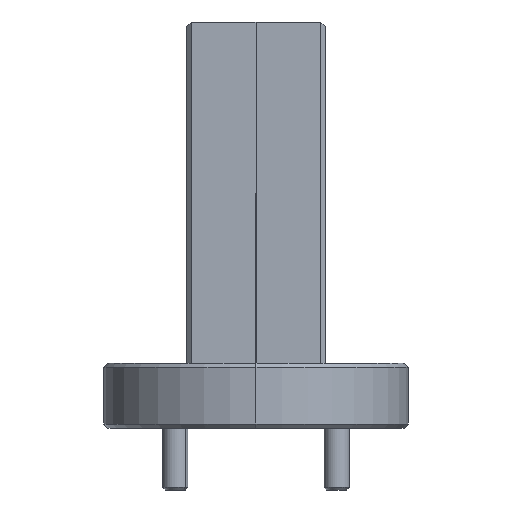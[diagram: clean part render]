
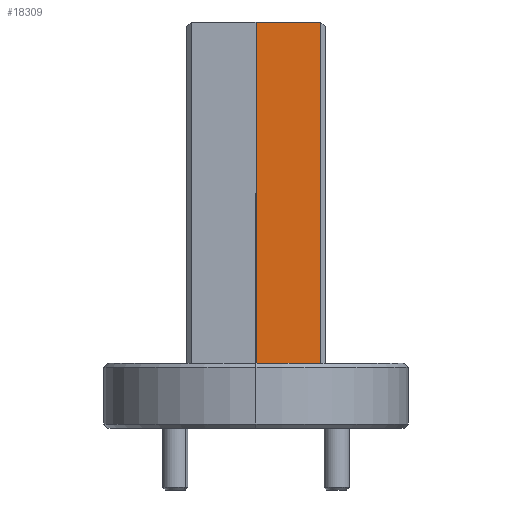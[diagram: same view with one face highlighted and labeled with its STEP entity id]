
A CAD part, front view. The second image highlights one B-rep face of the part: STEP entity #18309.
In plain terms, the highlighted planar face has unit normal (0, -1, 0).
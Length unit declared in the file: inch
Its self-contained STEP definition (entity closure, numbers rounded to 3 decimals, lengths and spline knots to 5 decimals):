
#7 = VERTEX_POINT ( 'NONE', #8460 ) ;
#227 = EDGE_CURVE ( 'NONE', #5815, #11828, #5839, .T. ) ;
#457 = FACE_OUTER_BOUND ( 'NONE', #14502, .T. ) ;
#474 = DIRECTION ( 'NONE',  ( -1., 0., 0. ) ) ;
#1705 = VECTOR ( 'NONE', #474, 39.37008 ) ;
#1923 = CARTESIAN_POINT ( 'NONE',  ( 1.05939, -1.68488, 0.7797 ) ) ;
#2014 = CARTESIAN_POINT ( 'NONE',  ( 1.27439, -1.68488, 0.7797 ) ) ;
#4227 = CARTESIAN_POINT ( 'NONE',  ( 0.89939, -1.68488, -0.2203 ) ) ;
#4875 = ORIENTED_EDGE ( 'NONE', *, *, #15485, .F. ) ;
#5206 = ORIENTED_EDGE ( 'NONE', *, *, #227, .T. ) ;
#5815 = VERTEX_POINT ( 'NONE', #12718 ) ;
#5839 = LINE ( 'NONE', #18353, #16253 ) ;
#6366 = LINE ( 'NONE', #17909, #7285 ) ;
#6406 = CARTESIAN_POINT ( 'NONE',  ( 1.27439, -1.68488, 0.7797 ) ) ;
#6594 = ORIENTED_EDGE ( 'NONE', *, *, #7954, .T. ) ;
#6601 = DIRECTION ( 'NONE',  ( 0., 1., 0. ) ) ;
#7063 = EDGE_CURVE ( 'NONE', #13264, #7, #7461, .T. ) ;
#7285 = VECTOR ( 'NONE', #16648, 39.37008 ) ;
#7461 = LINE ( 'NONE', #4227, #18823 ) ;
#7954 = EDGE_CURVE ( 'NONE', #11828, #7, #9216, .T. ) ;
#8059 = DIRECTION ( 'NONE',  ( 0., 0., 1. ) ) ;
#8460 = CARTESIAN_POINT ( 'NONE',  ( 0.89939, -1.68488, 0.7797 ) ) ;
#9216 = LINE ( 'NONE', #2014, #1705 ) ;
#11828 = VERTEX_POINT ( 'NONE', #1923 ) ;
#12718 = CARTESIAN_POINT ( 'NONE',  ( 1.05939, -1.68488, -0.0603 ) ) ;
#13027 = CARTESIAN_POINT ( 'NONE',  ( 0.89939, -1.68488, -0.0603 ) ) ;
#13264 = VERTEX_POINT ( 'NONE', #13027 ) ;
#13314 = DIRECTION ( 'NONE',  ( 0., 0., 1. ) ) ;
#14502 = EDGE_LOOP ( 'NONE', ( #4875, #5206, #6594, #18105 ) ) ;
#14724 = AXIS2_PLACEMENT_3D ( 'NONE', #6406, #6601, #18320 ) ;
#15485 = EDGE_CURVE ( 'NONE', #5815, #13264, #6366, .T. ) ;
#16253 = VECTOR ( 'NONE', #8059, 39.37008 ) ;
#16597 = PLANE ( 'NONE',  #14724 ) ;
#16648 = DIRECTION ( 'NONE',  ( -1., 0., 0. ) ) ;
#17909 = CARTESIAN_POINT ( 'NONE',  ( 1.27439, -1.68488, -0.0603 ) ) ;
#18105 = ORIENTED_EDGE ( 'NONE', *, *, #7063, .F. ) ;
#18309 = ADVANCED_FACE ( 'NONE', ( #457 ), #16597, .F. ) ;
#18320 = DIRECTION ( 'NONE',  ( 0., 0., -1. ) ) ;
#18353 = CARTESIAN_POINT ( 'NONE',  ( 1.05939, -1.68488, 0.7797 ) ) ;
#18823 = VECTOR ( 'NONE', #13314, 39.37008 ) ;
